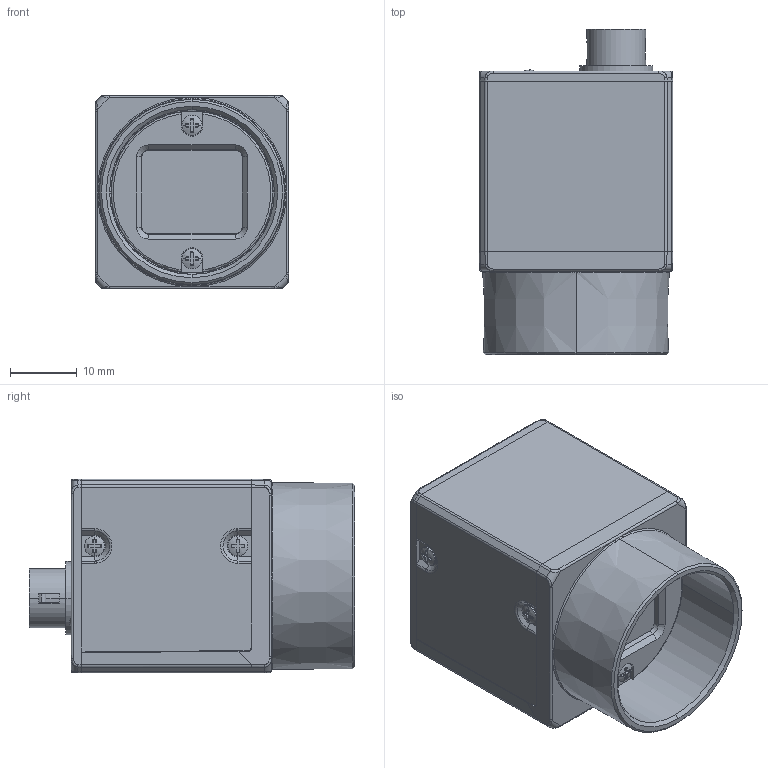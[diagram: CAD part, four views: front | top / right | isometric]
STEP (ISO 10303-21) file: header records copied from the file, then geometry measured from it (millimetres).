
FILE_DESCRIPTION(('STEP AP214'),'1');
FILE_NAME('CS_type-1(USB).stp','2022-12-02T09:31:15',(' '),(' '),'Spatial InterOp 3D',' ',' ');
FILE_SCHEMA(('AUTOMOTIVE_DESIGN { 1 0 10303 214 1 1 1 1 }'));
Length unit declared in the file: metre
Products named in the file (2): CS_type-1(USB); Component1
Assembly tree (1 placements, depth 2):
  CS_type-1(USB)
    Component1
Bounding box: 29.03 x 48.81 x 29 mm (x, y, z)
Volume: 26608.2 mm3; surface area: 11069.9 mm2
Topology: 1 solids, 13 shells, 1476 faces, 3738 edges, 2317 vertices
Faces by surface type: plane 580, cylinder 336, cone 212, bspline 171, torus 157, sphere 20
Entity records: 60438 total; most frequent: CARTESIAN_POINT 25392, ORIENTED_EDGE 7426, DIRECTION 7317, EDGE_CURVE 3713, AXIS2_PLACEMENT_3D 2728, VERTEX_POINT 2317, LINE 1861, VECTOR 1861
